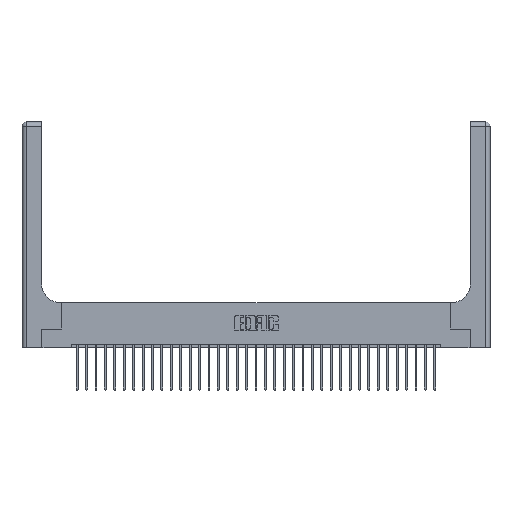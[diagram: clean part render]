
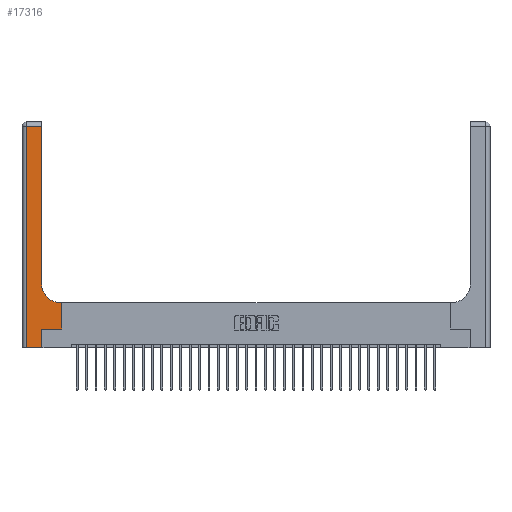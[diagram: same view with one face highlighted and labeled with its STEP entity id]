
A CAD part, top view. The second image highlights one B-rep face of the part: STEP entity #17316.
In plain terms, the highlighted planar face has unit normal (0, 0, 1).
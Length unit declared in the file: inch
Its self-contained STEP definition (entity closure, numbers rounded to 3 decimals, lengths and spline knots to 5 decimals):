
#470 = CARTESIAN_POINT ( 'NONE',  ( 0.51, 0.85, 0.37 ) ) ;
#663 = DIRECTION ( 'NONE',  ( 1., 0., 0. ) ) ;
#1123 = EDGE_CURVE ( 'NONE', #25354, #12258, #30021, .T. ) ;
#2227 = CARTESIAN_POINT ( 'NONE',  ( 0.06, 2.94, 0.37 ) ) ;
#2350 = DIRECTION ( 'NONE',  ( 0., -1., 0. ) ) ;
#2466 = EDGE_CURVE ( 'NONE', #19044, #8199, #21649, .T. ) ;
#4904 = DIRECTION ( 'NONE',  ( 0., 0., -1. ) ) ;
#5349 = PLANE ( 'NONE',  #9047 ) ;
#5797 = LINE ( 'NONE', #7224, #12148 ) ;
#6008 = DIRECTION ( 'NONE',  ( -1., 0., 0. ) ) ;
#6428 = EDGE_CURVE ( 'NONE', #23274, #25354, #24334, .T. ) ;
#6747 = LINE ( 'NONE', #25578, #7883 ) ;
#7224 = CARTESIAN_POINT ( 'NONE',  ( 0.265, 0.25, 0.37 ) ) ;
#7250 = VERTEX_POINT ( 'NONE', #25351 ) ;
#7608 = ORIENTED_EDGE ( 'NONE', *, *, #17670, .T. ) ;
#7684 = CARTESIAN_POINT ( 'NONE',  ( 0.26, 3., 0.37 ) ) ;
#7768 = DIRECTION ( 'NONE',  ( 0., 0., -1. ) ) ;
#7883 = VECTOR ( 'NONE', #6008, 39.37008 ) ;
#8199 = VERTEX_POINT ( 'NONE', #12031 ) ;
#8611 = LINE ( 'NONE', #28533, #18749 ) ;
#8785 = LINE ( 'NONE', #7684, #22240 ) ;
#9047 = AXIS2_PLACEMENT_3D ( 'NONE', #17383, #7768, #19818 ) ;
#9265 = CARTESIAN_POINT ( 'NONE',  ( 0.265, 0., 0.37 ) ) ;
#10415 = DIRECTION ( 'NONE',  ( 0., 1., 0. ) ) ;
#10742 = CARTESIAN_POINT ( 'NONE',  ( 0.528, 0.25, 0.37 ) ) ;
#11443 = ORIENTED_EDGE ( 'NONE', *, *, #2466, .T. ) ;
#12017 = EDGE_CURVE ( 'NONE', #7250, #19044, #6747, .T. ) ;
#12031 = CARTESIAN_POINT ( 'NONE',  ( 0.26, 0.85, 0.37 ) ) ;
#12148 = VECTOR ( 'NONE', #19258, 39.37008 ) ;
#12258 = VERTEX_POINT ( 'NONE', #17741 ) ;
#12389 = VECTOR ( 'NONE', #30478, 39.37008 ) ;
#13825 = ORIENTED_EDGE ( 'NONE', *, *, #6428, .T. ) ;
#13835 = DIRECTION ( 'NONE',  ( 0., 1., 0. ) ) ;
#13849 = VECTOR ( 'NONE', #26100, 39.37008 ) ;
#14388 = CARTESIAN_POINT ( 'NONE',  ( 0.06, 3., 0.37 ) ) ;
#14530 = DIRECTION ( 'NONE',  ( 1., 0., 0. ) ) ;
#14972 = EDGE_CURVE ( 'NONE', #22916, #7250, #8611, .T. ) ;
#16366 = LINE ( 'NONE', #14388, #29915 ) ;
#16516 = EDGE_CURVE ( 'NONE', #17051, #23274, #16366, .T. ) ;
#17051 = VERTEX_POINT ( 'NONE', #2227 ) ;
#17316 = ADVANCED_FACE ( 'NONE', ( #29076 ), #5349, .F. ) ;
#17383 = CARTESIAN_POINT ( 'NONE',  ( 0., 3., 0.37 ) ) ;
#17467 = VERTEX_POINT ( 'NONE', #25150 ) ;
#17593 = VECTOR ( 'NONE', #663, 39.37008 ) ;
#17670 = EDGE_CURVE ( 'NONE', #12258, #22916, #5797, .T. ) ;
#17741 = CARTESIAN_POINT ( 'NONE',  ( 0.265, 0.25, 0.37 ) ) ;
#17777 = ORIENTED_EDGE ( 'NONE', *, *, #19455, .T. ) ;
#18315 = ORIENTED_EDGE ( 'NONE', *, *, #16516, .T. ) ;
#18749 = VECTOR ( 'NONE', #13835, 39.37008 ) ;
#18949 = EDGE_LOOP ( 'NONE', ( #17777, #30334, #18315, #13825, #22579, #7608, #30148, #22627, #11443 ) ) ;
#19044 = VERTEX_POINT ( 'NONE', #25513 ) ;
#19258 = DIRECTION ( 'NONE',  ( 1., 0., 0. ) ) ;
#19455 = EDGE_CURVE ( 'NONE', #8199, #17467, #8785, .T. ) ;
#19818 = DIRECTION ( 'NONE',  ( -1., 0., 0. ) ) ;
#19908 = LINE ( 'NONE', #23388, #12389 ) ;
#20334 = CARTESIAN_POINT ( 'NONE',  ( 0.06, 0., 0.37 ) ) ;
#20769 = CARTESIAN_POINT ( 'NONE',  ( 0.265, 0., 0.37 ) ) ;
#21194 = EDGE_CURVE ( 'NONE', #17467, #17051, #19908, .T. ) ;
#21649 = CIRCLE ( 'NONE', #25237, 0.25 ) ;
#22240 = VECTOR ( 'NONE', #10415, 39.37008 ) ;
#22579 = ORIENTED_EDGE ( 'NONE', *, *, #1123, .T. ) ;
#22627 = ORIENTED_EDGE ( 'NONE', *, *, #12017, .T. ) ;
#22916 = VERTEX_POINT ( 'NONE', #10742 ) ;
#23274 = VERTEX_POINT ( 'NONE', #20334 ) ;
#23388 = CARTESIAN_POINT ( 'NONE',  ( 0., 2.94, 0.37 ) ) ;
#24334 = LINE ( 'NONE', #24466, #17593 ) ;
#24466 = CARTESIAN_POINT ( 'NONE',  ( 0., 0., 0.37 ) ) ;
#25150 = CARTESIAN_POINT ( 'NONE',  ( 0.26, 2.94, 0.37 ) ) ;
#25237 = AXIS2_PLACEMENT_3D ( 'NONE', #470, #4904, #14530 ) ;
#25351 = CARTESIAN_POINT ( 'NONE',  ( 0.528, 0.6, 0.37 ) ) ;
#25354 = VERTEX_POINT ( 'NONE', #20769 ) ;
#25513 = CARTESIAN_POINT ( 'NONE',  ( 0.51, 0.6, 0.37 ) ) ;
#25578 = CARTESIAN_POINT ( 'NONE',  ( 0.26, 0.6, 0.37 ) ) ;
#26100 = DIRECTION ( 'NONE',  ( 0., 1., 0. ) ) ;
#28533 = CARTESIAN_POINT ( 'NONE',  ( 0.528, 0.25, 0.37 ) ) ;
#29076 = FACE_OUTER_BOUND ( 'NONE', #18949, .T. ) ;
#29915 = VECTOR ( 'NONE', #2350, 39.37008 ) ;
#30021 = LINE ( 'NONE', #9265, #13849 ) ;
#30148 = ORIENTED_EDGE ( 'NONE', *, *, #14972, .T. ) ;
#30334 = ORIENTED_EDGE ( 'NONE', *, *, #21194, .T. ) ;
#30478 = DIRECTION ( 'NONE',  ( -1., 0., 0. ) ) ;
